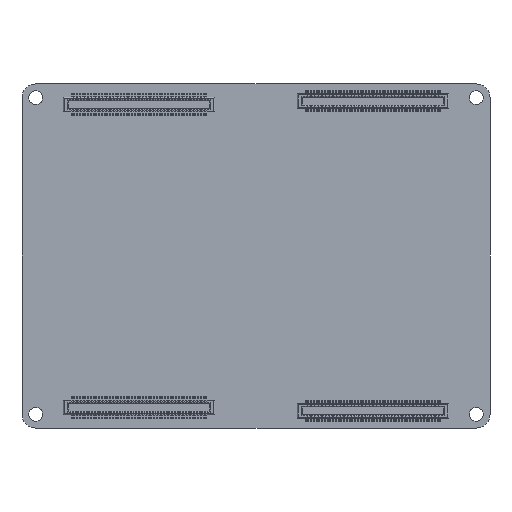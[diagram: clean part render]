
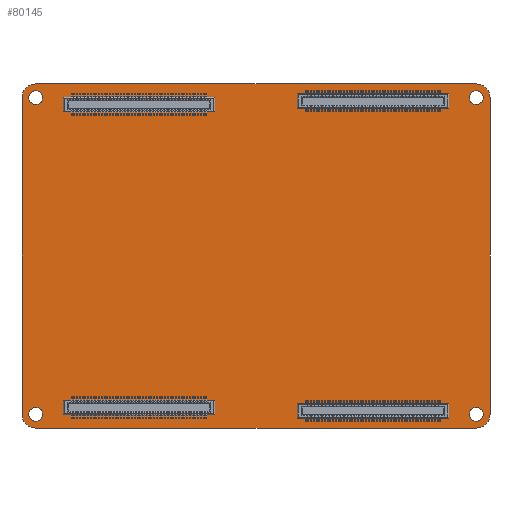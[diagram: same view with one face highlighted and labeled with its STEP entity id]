
A CAD part, front view. The second image highlights one B-rep face of the part: STEP entity #80145.
In plain terms, the highlighted planar face has unit normal (0, -1, 0).
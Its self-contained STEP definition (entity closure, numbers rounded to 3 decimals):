
#446 = DIRECTION ( 'NONE',  ( 0., 1., 0. ) ) ;
#1055 = DIRECTION ( 'NONE',  ( 0., 1., 0. ) ) ;
#2104 = CARTESIAN_POINT ( 'NONE',  ( -32., 0., 23. ) ) ;
#3694 = AXIS2_PLACEMENT_3D ( 'NONE', #24219, #49429, #10011 ) ;
#3954 = FACE_BOUND ( 'NONE', #78669, .T. ) ;
#4305 = EDGE_LOOP ( 'NONE', ( #8373, #43615 ) ) ;
#4365 = AXIS2_PLACEMENT_3D ( 'NONE', #25616, #89708, #47710 ) ;
#4476 = FACE_BOUND ( 'NONE', #4305, .T. ) ;
#5288 = CARTESIAN_POINT ( 'NONE',  ( -32., 0., -23. ) ) ;
#6537 = DIRECTION ( 'NONE',  ( -1., 0., 0. ) ) ;
#8373 = ORIENTED_EDGE ( 'NONE', *, *, #46667, .T. ) ;
#8586 = CIRCLE ( 'NONE', #43844, 2. ) ;
#9631 = VERTEX_POINT ( 'NONE', #99478 ) ;
#10011 = DIRECTION ( 'NONE',  ( 0., 0., -1. ) ) ;
#10397 = DIRECTION ( 'NONE',  ( 0., 0., -1. ) ) ;
#11503 = EDGE_CURVE ( 'NONE', #64523, #38028, #33987, .T. ) ;
#12206 = EDGE_CURVE ( 'NONE', #90153, #102196, #61815, .T. ) ;
#12390 = CARTESIAN_POINT ( 'NONE',  ( 32., 0., 23. ) ) ;
#12458 = CARTESIAN_POINT ( 'NONE',  ( -34., 0., 23. ) ) ;
#14738 = DIRECTION ( 'NONE',  ( 0., 1., 0. ) ) ;
#15209 = EDGE_CURVE ( 'NONE', #27128, #90153, #46752, .T. ) ;
#15623 = CARTESIAN_POINT ( 'NONE',  ( 32., 0., 25. ) ) ;
#16859 = ORIENTED_EDGE ( 'NONE', *, *, #92569, .F. ) ;
#17448 = ORIENTED_EDGE ( 'NONE', *, *, #41175, .T. ) ;
#19090 = DIRECTION ( 'NONE',  ( 0., 1., 0. ) ) ;
#20029 = ORIENTED_EDGE ( 'NONE', *, *, #99944, .F. ) ;
#20138 = EDGE_CURVE ( 'NONE', #38028, #9631, #26677, .T. ) ;
#21904 = CARTESIAN_POINT ( 'NONE',  ( 32., 0., -25. ) ) ;
#22154 = CARTESIAN_POINT ( 'NONE',  ( 32., 0., 23. ) ) ;
#22365 = CARTESIAN_POINT ( 'NONE',  ( 32., 0., 22. ) ) ;
#22768 = EDGE_CURVE ( 'NONE', #47884, #34869, #49702, .T. ) ;
#22891 = AXIS2_PLACEMENT_3D ( 'NONE', #95309, #87415, #40157 ) ;
#23322 = LINE ( 'NONE', #39087, #27506 ) ;
#23556 = EDGE_CURVE ( 'NONE', #60226, #88381, #43020, .T. ) ;
#24219 = CARTESIAN_POINT ( 'NONE',  ( -32., 0., -23. ) ) ;
#24424 = DIRECTION ( 'NONE',  ( 0., 0., -1. ) ) ;
#25616 = CARTESIAN_POINT ( 'NONE',  ( 32., 0., -23. ) ) ;
#26161 = DIRECTION ( 'NONE',  ( 0., 0., 1. ) ) ;
#26531 = CARTESIAN_POINT ( 'NONE',  ( -32., 0., 25. ) ) ;
#26677 = LINE ( 'NONE', #12458, #28570 ) ;
#27032 = AXIS2_PLACEMENT_3D ( 'NONE', #5288, #14738, #45242 ) ;
#27128 = VERTEX_POINT ( 'NONE', #15623 ) ;
#27193 = CARTESIAN_POINT ( 'NONE',  ( -32., 0., 23. ) ) ;
#27506 = VECTOR ( 'NONE', #77451, 1000. ) ;
#28570 = VECTOR ( 'NONE', #74977, 1000. ) ;
#28674 = CIRCLE ( 'NONE', #27032, 1. ) ;
#28675 = DIRECTION ( 'NONE',  ( 0., 1., 0. ) ) ;
#30583 = ORIENTED_EDGE ( 'NONE', *, *, #23556, .T. ) ;
#31720 = CARTESIAN_POINT ( 'NONE',  ( 32., 0., 23. ) ) ;
#31837 = CARTESIAN_POINT ( 'NONE',  ( -32., 0., -22. ) ) ;
#32855 = DIRECTION ( 'NONE',  ( 0., 1., 0. ) ) ;
#33165 = CARTESIAN_POINT ( 'NONE',  ( 32., 0., -22. ) ) ;
#33987 = CIRCLE ( 'NONE', #3694, 2. ) ;
#34867 = CARTESIAN_POINT ( 'NONE',  ( -34., 0., -23. ) ) ;
#34869 = VERTEX_POINT ( 'NONE', #48461 ) ;
#36048 = PLANE ( 'NONE',  #85620 ) ;
#37041 = ORIENTED_EDGE ( 'NONE', *, *, #12206, .F. ) ;
#37998 = CIRCLE ( 'NONE', #98377, 2. ) ;
#38028 = VERTEX_POINT ( 'NONE', #34867 ) ;
#38337 = CIRCLE ( 'NONE', #97051, 1. ) ;
#38865 = VERTEX_POINT ( 'NONE', #21904 ) ;
#39087 = CARTESIAN_POINT ( 'NONE',  ( -32., 0., 25. ) ) ;
#39125 = VECTOR ( 'NONE', #93840, 1000. ) ;
#39353 = EDGE_LOOP ( 'NONE', ( #45035, #103821 ) ) ;
#40010 = AXIS2_PLACEMENT_3D ( 'NONE', #44281, #19090, #67380 ) ;
#40157 = DIRECTION ( 'NONE',  ( 0., 0., 1. ) ) ;
#40156 = CIRCLE ( 'NONE', #82092, 1. ) ;
#41175 = EDGE_CURVE ( 'NONE', #88528, #73007, #88562, .T. ) ;
#41689 = EDGE_CURVE ( 'NONE', #34869, #47884, #38337, .T. ) ;
#41825 = CARTESIAN_POINT ( 'NONE',  ( -32., 0., -24. ) ) ;
#41938 = DIRECTION ( 'NONE',  ( 0., 1., 0. ) ) ;
#42885 = CARTESIAN_POINT ( 'NONE',  ( -32., 0., -25. ) ) ;
#43020 = CIRCLE ( 'NONE', #22891, 1. ) ;
#43406 = FACE_OUTER_BOUND ( 'NONE', #90997, .T. ) ;
#43555 = EDGE_CURVE ( 'NONE', #88381, #60226, #28674, .T. ) ;
#43615 = ORIENTED_EDGE ( 'NONE', *, *, #79527, .T. ) ;
#43844 = AXIS2_PLACEMENT_3D ( 'NONE', #70651, #32855, #24424 ) ;
#44281 = CARTESIAN_POINT ( 'NONE',  ( 32., 0., 23. ) ) ;
#44546 = CARTESIAN_POINT ( 'NONE',  ( -32., 0., 22. ) ) ;
#45035 = ORIENTED_EDGE ( 'NONE', *, *, #22768, .T. ) ;
#45242 = DIRECTION ( 'NONE',  ( 0., 0., 1. ) ) ;
#46586 = CARTESIAN_POINT ( 'NONE',  ( 34., 0., 23. ) ) ;
#46667 = EDGE_CURVE ( 'NONE', #78470, #64237, #80680, .T. ) ;
#46752 = CIRCLE ( 'NONE', #40010, 2. ) ;
#46938 = DIRECTION ( 'NONE',  ( 0., 0., 1. ) ) ;
#47710 = DIRECTION ( 'NONE',  ( 0., 0., 1. ) ) ;
#47884 = VERTEX_POINT ( 'NONE', #33165 ) ;
#48461 = CARTESIAN_POINT ( 'NONE',  ( 32., 0., -24. ) ) ;
#49429 = DIRECTION ( 'NONE',  ( 0., 1., 0. ) ) ;
#49702 = CIRCLE ( 'NONE', #4365, 1. ) ;
#51133 = ORIENTED_EDGE ( 'NONE', *, *, #15209, .F. ) ;
#52325 = FACE_BOUND ( 'NONE', #96669, .T. ) ;
#52843 = FACE_BOUND ( 'NONE', #39353, .T. ) ;
#53351 = CARTESIAN_POINT ( 'NONE',  ( 34., 0., 23. ) ) ;
#53426 = AXIS2_PLACEMENT_3D ( 'NONE', #31720, #78974, #46938 ) ;
#54034 = EDGE_CURVE ( 'NONE', #9631, #86508, #37998, .T. ) ;
#54232 = DIRECTION ( 'NONE',  ( 0., 1., 0. ) ) ;
#54387 = LINE ( 'NONE', #93753, #69718 ) ;
#56264 = DIRECTION ( 'NONE',  ( 0., 0., 1. ) ) ;
#58275 = CARTESIAN_POINT ( 'NONE',  ( -32., 0., 23. ) ) ;
#59246 = CARTESIAN_POINT ( 'NONE',  ( 32., 0., -23. ) ) ;
#60226 = VERTEX_POINT ( 'NONE', #41825 ) ;
#61815 = LINE ( 'NONE', #46586, #39125 ) ;
#64237 = VERTEX_POINT ( 'NONE', #44546 ) ;
#64523 = VERTEX_POINT ( 'NONE', #42885 ) ;
#65484 = AXIS2_PLACEMENT_3D ( 'NONE', #58275, #446, #73478 ) ;
#67380 = DIRECTION ( 'NONE',  ( 0., 0., 1. ) ) ;
#68011 = CARTESIAN_POINT ( 'NONE',  ( 34., 0., -23. ) ) ;
#69718 = VECTOR ( 'NONE', #6537, 1000. ) ;
#70651 = CARTESIAN_POINT ( 'NONE',  ( 32., 0., -23. ) ) ;
#70716 = CIRCLE ( 'NONE', #65484, 1. ) ;
#73007 = VERTEX_POINT ( 'NONE', #22365 ) ;
#73478 = DIRECTION ( 'NONE',  ( 0., 0., 1. ) ) ;
#74977 = DIRECTION ( 'NONE',  ( 0., 0., 1. ) ) ;
#74987 = DIRECTION ( 'NONE',  ( 0., 1., 0. ) ) ;
#75424 = DIRECTION ( 'NONE',  ( 0., 0., 1. ) ) ;
#76908 = EDGE_CURVE ( 'NONE', #73007, #88528, #40156, .T. ) ;
#77284 = ORIENTED_EDGE ( 'NONE', *, *, #11503, .F. ) ;
#77451 = DIRECTION ( 'NONE',  ( 1., 0., 0. ) ) ;
#77530 = ORIENTED_EDGE ( 'NONE', *, *, #54034, .F. ) ;
#78470 = VERTEX_POINT ( 'NONE', #80823 ) ;
#78669 = EDGE_LOOP ( 'NONE', ( #17448, #97027 ) ) ;
#78974 = DIRECTION ( 'NONE',  ( 0., 1., 0. ) ) ;
#79527 = EDGE_CURVE ( 'NONE', #64237, #78470, #70716, .T. ) ;
#80145 = ADVANCED_FACE ( 'NONE', ( #52325, #52843, #3954, #4476, #43406 ), #36048, .F. ) ;
#80680 = CIRCLE ( 'NONE', #90732, 1. ) ;
#80823 = CARTESIAN_POINT ( 'NONE',  ( -32., 0., 24. ) ) ;
#82092 = AXIS2_PLACEMENT_3D ( 'NONE', #22154, #54232, #86232 ) ;
#83808 = ORIENTED_EDGE ( 'NONE', *, *, #84053, .F. ) ;
#84053 = EDGE_CURVE ( 'NONE', #38865, #64523, #54387, .T. ) ;
#85620 = AXIS2_PLACEMENT_3D ( 'NONE', #12390, #28675, #75424 ) ;
#85635 = ORIENTED_EDGE ( 'NONE', *, *, #20138, .F. ) ;
#86232 = DIRECTION ( 'NONE',  ( 0., 0., 1. ) ) ;
#86508 = VERTEX_POINT ( 'NONE', #26531 ) ;
#87415 = DIRECTION ( 'NONE',  ( 0., 1., 0. ) ) ;
#88381 = VERTEX_POINT ( 'NONE', #31837 ) ;
#88528 = VERTEX_POINT ( 'NONE', #96941 ) ;
#88562 = CIRCLE ( 'NONE', #53426, 1. ) ;
#89708 = DIRECTION ( 'NONE',  ( 0., 1., 0. ) ) ;
#90153 = VERTEX_POINT ( 'NONE', #53351 ) ;
#90732 = AXIS2_PLACEMENT_3D ( 'NONE', #2104, #1055, #56264 ) ;
#90997 = EDGE_LOOP ( 'NONE', ( #51133, #20029, #77530, #85635, #77284, #83808, #16859, #37041 ) ) ;
#92569 = EDGE_CURVE ( 'NONE', #102196, #38865, #8586, .T. ) ;
#93753 = CARTESIAN_POINT ( 'NONE',  ( -32., 0., -25. ) ) ;
#93840 = DIRECTION ( 'NONE',  ( 0., 0., -1. ) ) ;
#95309 = CARTESIAN_POINT ( 'NONE',  ( -32., 0., -23. ) ) ;
#96669 = EDGE_LOOP ( 'NONE', ( #102886, #30583 ) ) ;
#96941 = CARTESIAN_POINT ( 'NONE',  ( 32., 0., 24. ) ) ;
#97027 = ORIENTED_EDGE ( 'NONE', *, *, #76908, .T. ) ;
#97051 = AXIS2_PLACEMENT_3D ( 'NONE', #59246, #74987, #26161 ) ;
#98377 = AXIS2_PLACEMENT_3D ( 'NONE', #27193, #41938, #10397 ) ;
#99478 = CARTESIAN_POINT ( 'NONE',  ( -34., 0., 23. ) ) ;
#99944 = EDGE_CURVE ( 'NONE', #86508, #27128, #23322, .T. ) ;
#102196 = VERTEX_POINT ( 'NONE', #68011 ) ;
#102886 = ORIENTED_EDGE ( 'NONE', *, *, #43555, .T. ) ;
#103821 = ORIENTED_EDGE ( 'NONE', *, *, #41689, .T. ) ;
